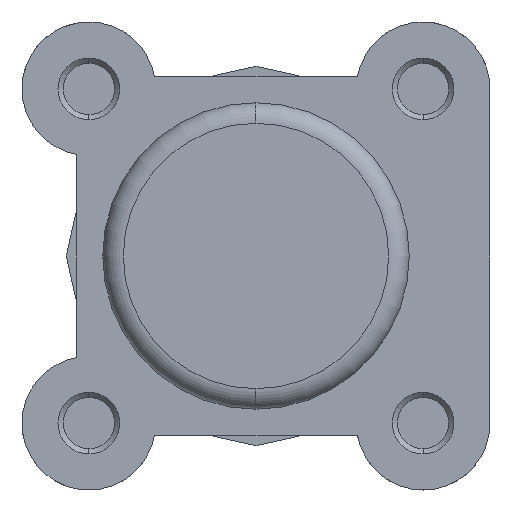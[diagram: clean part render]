
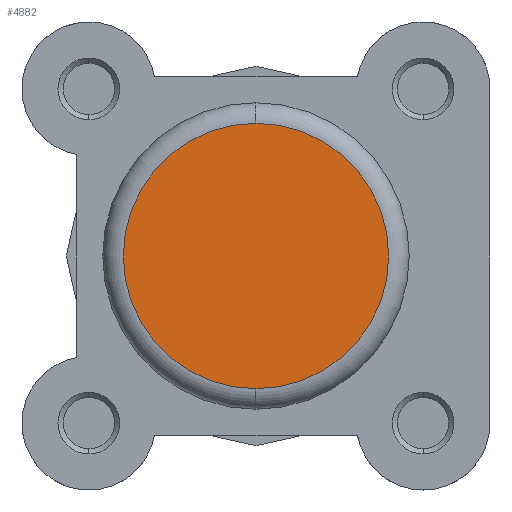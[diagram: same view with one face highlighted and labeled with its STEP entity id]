
A CAD part, left-side view. The second image highlights one B-rep face of the part: STEP entity #4882.
In plain terms, the highlighted planar face has unit normal (-1, 0, 0).
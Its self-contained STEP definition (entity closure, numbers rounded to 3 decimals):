
#1326 = FACE_OUTER_BOUND ( 'NONE', #3870, .T. ) ;
#1446 = CIRCLE ( 'NONE', #4580, 12.9 ) ;
#2648 = CARTESIAN_POINT ( 'NONE',  ( 0., 0., 0. ) ) ;
#2649 = PLANE ( 'NONE',  #4533 ) ;
#2651 = DIRECTION ( 'NONE',  ( 1., 0., 0. ) ) ;
#2652 = DIRECTION ( 'NONE',  ( 0., 0., -1. ) ) ;
#2827 = CARTESIAN_POINT ( 'NONE',  ( 0., 0., 0. ) ) ;
#2828 = DIRECTION ( 'NONE',  ( -1., 0., 0. ) ) ;
#2829 = DIRECTION ( 'NONE',  ( 0., 0., -1. ) ) ;
#2960 = CARTESIAN_POINT ( 'NONE',  ( 0., 0., 0. ) ) ;
#2968 = DIRECTION ( 'NONE',  ( -1., 0., 0. ) ) ;
#2969 = DIRECTION ( 'NONE',  ( 0., 0., -1. ) ) ;
#3194 = CARTESIAN_POINT ( 'NONE',  ( 0., 0., -12.9 ) ) ;
#3195 = CARTESIAN_POINT ( 'NONE',  ( 0., 0., 12.9 ) ) ;
#3451 = ORIENTED_EDGE ( 'NONE', *, *, #5075, .T. ) ;
#3452 = ORIENTED_EDGE ( 'NONE', *, *, #5129, .T. ) ;
#3870 = EDGE_LOOP ( 'NONE', ( #3452, #3451 ) ) ;
#4533 = AXIS2_PLACEMENT_3D ( 'NONE', #2648, #2651, #2652 ) ;
#4580 = AXIS2_PLACEMENT_3D ( 'NONE', #2827, #2828, #2829 ) ;
#4611 = AXIS2_PLACEMENT_3D ( 'NONE', #2960, #2968, #2969 ) ;
#4882 = ADVANCED_FACE ( 'NONE', ( #1326 ), #2649, .F. ) ;
#4920 = CIRCLE ( 'NONE', #4611, 12.9 ) ;
#5075 = EDGE_CURVE ( 'NONE', #5774, #5773, #1446, .T. ) ;
#5129 = EDGE_CURVE ( 'NONE', #5773, #5774, #4920, .T. ) ;
#5773 = VERTEX_POINT ( 'NONE', #3194 ) ;
#5774 = VERTEX_POINT ( 'NONE', #3195 ) ;
